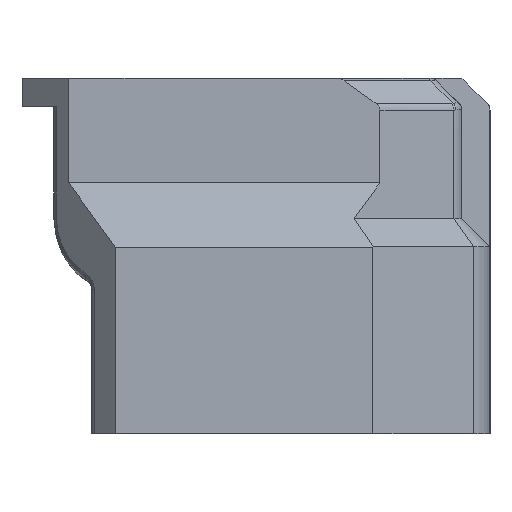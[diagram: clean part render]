
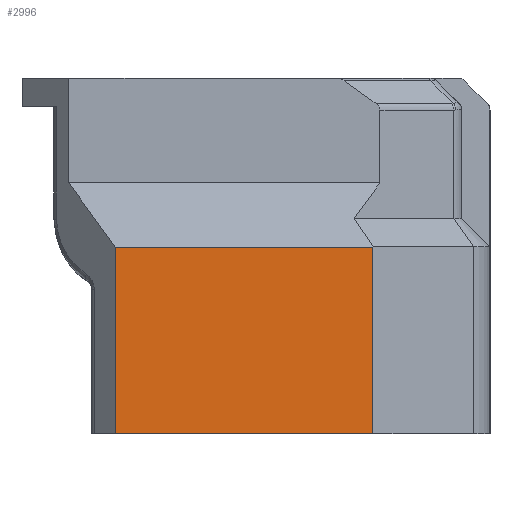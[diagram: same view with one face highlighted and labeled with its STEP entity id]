
A CAD part, left-side view. The second image highlights one B-rep face of the part: STEP entity #2996.
In plain terms, the highlighted planar face has unit normal (-1, 0, 0).
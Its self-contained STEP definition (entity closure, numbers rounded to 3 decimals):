
#91 = CARTESIAN_POINT ( 'NONE',  ( -323.564, 0., -0.413 ) ) ;
#153 = VERTEX_POINT ( 'NONE', #2963 ) ;
#228 = EDGE_CURVE ( 'NONE', #787, #3227, #6238, .T. ) ;
#359 = FACE_OUTER_BOUND ( 'NONE', #3217, .T. ) ;
#533 = DIRECTION ( 'NONE',  ( 0., 1., 0. ) ) ;
#787 = VERTEX_POINT ( 'NONE', #3563 ) ;
#789 = DIRECTION ( 'NONE',  ( 0., -1., 0. ) ) ;
#900 = CARTESIAN_POINT ( 'NONE',  ( -323.564, -111.909, 16.651 ) ) ;
#1214 = CARTESIAN_POINT ( 'NONE',  ( -323.564, -101.394, -20.349 ) ) ;
#1378 = DIRECTION ( 'NONE',  ( 1., 0., 0. ) ) ;
#1432 = LINE ( 'NONE', #1939, #3687 ) ;
#1463 = EDGE_CURVE ( 'NONE', #153, #2806, #5917, .T. ) ;
#1688 = DIRECTION ( 'NONE',  ( 0., 0., -1. ) ) ;
#1939 = CARTESIAN_POINT ( 'NONE',  ( -323.564, -73.909, 16.651 ) ) ;
#2083 = LINE ( 'NONE', #3058, #2964 ) ;
#2297 = EDGE_CURVE ( 'NONE', #2806, #787, #1432, .T. ) ;
#2426 = DIRECTION ( 'NONE',  ( 0., 0., -1. ) ) ;
#2677 = AXIS2_PLACEMENT_3D ( 'NONE', #900, #1378, #3810 ) ;
#2806 = VERTEX_POINT ( 'NONE', #5032 ) ;
#2873 = EDGE_CURVE ( 'NONE', #153, #3227, #2083, .T. ) ;
#2963 = CARTESIAN_POINT ( 'NONE',  ( -323.564, -101.394, -0.413 ) ) ;
#2964 = VECTOR ( 'NONE', #1688, 1000. ) ;
#2981 = ORIENTED_EDGE ( 'NONE', *, *, #1463, .T. ) ;
#2996 = ADVANCED_FACE ( 'NONE', ( #359 ), #4772, .F. ) ;
#3011 = VECTOR ( 'NONE', #533, 1000. ) ;
#3058 = CARTESIAN_POINT ( 'NONE',  ( -323.564, -101.394, 2.651 ) ) ;
#3217 = EDGE_LOOP ( 'NONE', ( #2981, #5777, #4757, #3788 ) ) ;
#3227 = VERTEX_POINT ( 'NONE', #1214 ) ;
#3228 = VECTOR ( 'NONE', #789, 1000. ) ;
#3563 = CARTESIAN_POINT ( 'NONE',  ( -323.564, -73.909, -20.349 ) ) ;
#3687 = VECTOR ( 'NONE', #2426, 1000. ) ;
#3788 = ORIENTED_EDGE ( 'NONE', *, *, #2873, .F. ) ;
#3810 = DIRECTION ( 'NONE',  ( 0., 1., 0. ) ) ;
#4757 = ORIENTED_EDGE ( 'NONE', *, *, #228, .T. ) ;
#4772 = PLANE ( 'NONE',  #2677 ) ;
#4793 = CARTESIAN_POINT ( 'NONE',  ( -323.564, -111.909, -20.349 ) ) ;
#5032 = CARTESIAN_POINT ( 'NONE',  ( -323.564, -73.909, -0.413 ) ) ;
#5777 = ORIENTED_EDGE ( 'NONE', *, *, #2297, .T. ) ;
#5917 = LINE ( 'NONE', #91, #3011 ) ;
#6238 = LINE ( 'NONE', #4793, #3228 ) ;
